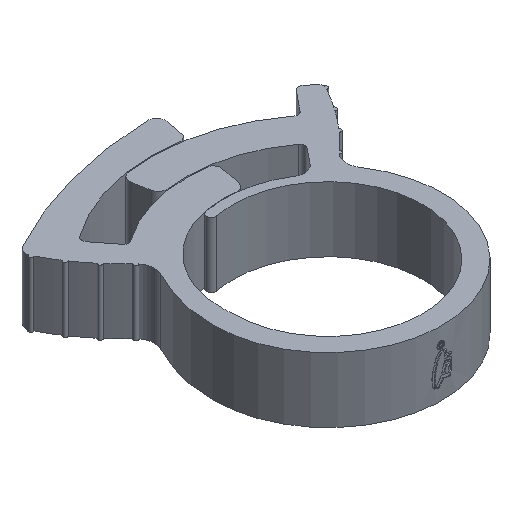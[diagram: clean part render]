
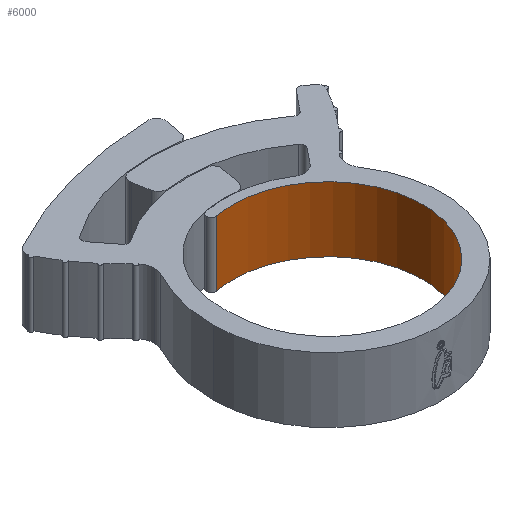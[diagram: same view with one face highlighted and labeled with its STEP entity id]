
A CAD part, isometric view. The second image highlights one B-rep face of the part: STEP entity #6000.
In plain terms, the highlighted cylindrical face has radius 10.5 mm (diameter 21 mm), a partial arc.
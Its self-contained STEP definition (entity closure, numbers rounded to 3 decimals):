
#236 = ORIENTED_EDGE ( 'NONE', *, *, #3655, .T. ) ;
#288 = ORIENTED_EDGE ( 'NONE', *, *, #5373, .F. ) ;
#320 = LINE ( 'NONE', #6223, #4656 ) ;
#642 = CARTESIAN_POINT ( 'NONE',  ( -10.5, 0., -3.6 ) ) ;
#1122 = DIRECTION ( 'NONE',  ( 0., 0., -1. ) ) ;
#1367 = DIRECTION ( 'NONE',  ( 0., 0., -1. ) ) ;
#1438 = CIRCLE ( 'NONE', #5160, 10.5 ) ;
#1511 = CARTESIAN_POINT ( 'NONE',  ( -2., 10.308, -3.6 ) ) ;
#1575 = CARTESIAN_POINT ( 'NONE',  ( 0., 0., 3.6 ) ) ;
#1995 = AXIS2_PLACEMENT_3D ( 'NONE', #2137, #1122, #3633 ) ;
#2083 = FACE_OUTER_BOUND ( 'NONE', #4442, .T. ) ;
#2096 = VERTEX_POINT ( 'NONE', #642 ) ;
#2137 = CARTESIAN_POINT ( 'NONE',  ( 0., 0., -3.6 ) ) ;
#2148 = DIRECTION ( 'NONE',  ( -1., 0., 0. ) ) ;
#2467 = EDGE_CURVE ( 'NONE', #6055, #5102, #1438, .T. ) ;
#2600 = DIRECTION ( 'NONE',  ( 0., 0., -1. ) ) ;
#2732 = CARTESIAN_POINT ( 'NONE',  ( -2., 10.308, 3.6 ) ) ;
#3228 = VERTEX_POINT ( 'NONE', #1511 ) ;
#3425 = ORIENTED_EDGE ( 'NONE', *, *, #6433, .T. ) ;
#3633 = DIRECTION ( 'NONE',  ( -1., 0., 0. ) ) ;
#3655 = EDGE_CURVE ( 'NONE', #3228, #2096, #4111, .T. ) ;
#3669 = DIRECTION ( 'NONE',  ( -1., 0., 0. ) ) ;
#3904 = LINE ( 'NONE', #5907, #5522 ) ;
#4111 = CIRCLE ( 'NONE', #1995, 10.5 ) ;
#4271 = DIRECTION ( 'NONE',  ( 0., 0., -1. ) ) ;
#4442 = EDGE_LOOP ( 'NONE', ( #236, #288, #4535, #3425 ) ) ;
#4535 = ORIENTED_EDGE ( 'NONE', *, *, #2467, .F. ) ;
#4656 = VECTOR ( 'NONE', #4271, 1000. ) ;
#4687 = DIRECTION ( 'NONE',  ( 0., 0., -1. ) ) ;
#4864 = AXIS2_PLACEMENT_3D ( 'NONE', #1575, #2600, #3669 ) ;
#5102 = VERTEX_POINT ( 'NONE', #6401 ) ;
#5160 = AXIS2_PLACEMENT_3D ( 'NONE', #5245, #4687, #2148 ) ;
#5245 = CARTESIAN_POINT ( 'NONE',  ( 0., 0., 3.6 ) ) ;
#5373 = EDGE_CURVE ( 'NONE', #5102, #2096, #320, .T. ) ;
#5522 = VECTOR ( 'NONE', #1367, 1000. ) ;
#5907 = CARTESIAN_POINT ( 'NONE',  ( -2., 10.308, 3.6 ) ) ;
#6000 = ADVANCED_FACE ( 'NONE', ( #2083 ), #6138, .F. ) ;
#6055 = VERTEX_POINT ( 'NONE', #2732 ) ;
#6138 = CYLINDRICAL_SURFACE ( 'NONE', #4864, 10.5 ) ;
#6223 = CARTESIAN_POINT ( 'NONE',  ( -10.5, 0., 3.6 ) ) ;
#6401 = CARTESIAN_POINT ( 'NONE',  ( -10.5, 0., 3.6 ) ) ;
#6433 = EDGE_CURVE ( 'NONE', #6055, #3228, #3904, .T. ) ;
